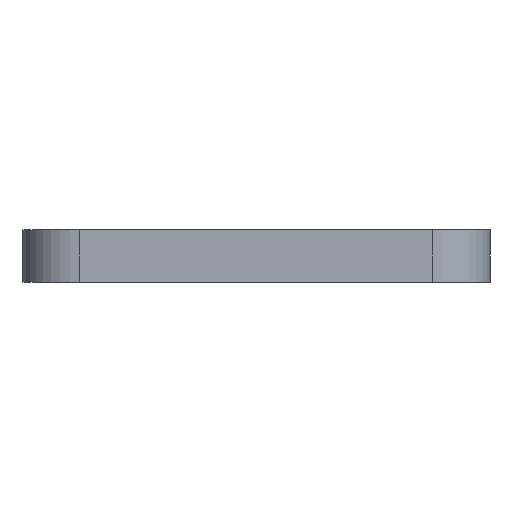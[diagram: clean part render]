
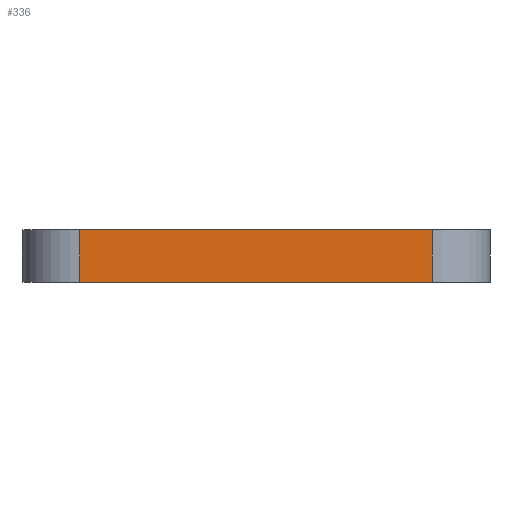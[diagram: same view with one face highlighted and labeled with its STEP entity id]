
A CAD part, left-side view. The second image highlights one B-rep face of the part: STEP entity #336.
In plain terms, the highlighted planar face has unit normal (-1, 0, 0).
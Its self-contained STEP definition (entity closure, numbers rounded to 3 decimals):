
#30=PLANE('',#383);
#44=FACE_OUTER_BOUND('',#61,.T.);
#61=EDGE_LOOP('',(#262,#263,#264,#265));
#94=LINE('',#557,#117);
#95=LINE('',#560,#118);
#96=LINE('',#562,#119);
#97=LINE('',#563,#120);
#117=VECTOR('',#460,10.);
#118=VECTOR('',#463,10.);
#119=VECTOR('',#464,10.);
#120=VECTOR('',#465,10.);
#169=VERTEX_POINT('',#553);
#170=VERTEX_POINT('',#555);
#171=VERTEX_POINT('',#559);
#172=VERTEX_POINT('',#561);
#208=EDGE_CURVE('',#169,#170,#94,.T.);
#209=EDGE_CURVE('',#169,#171,#95,.T.);
#210=EDGE_CURVE('',#172,#170,#96,.T.);
#211=EDGE_CURVE('',#171,#172,#97,.T.);
#262=ORIENTED_EDGE('',*,*,#209,.F.);
#263=ORIENTED_EDGE('',*,*,#208,.T.);
#264=ORIENTED_EDGE('',*,*,#210,.F.);
#265=ORIENTED_EDGE('',*,*,#211,.F.);
#336=ADVANCED_FACE('',(#44),#30,.T.);
#383=AXIS2_PLACEMENT_3D('',#558,#461,#462);
#460=DIRECTION('',(0.,0.,1.));
#461=DIRECTION('center_axis',(-1.,0.,0.));
#462=DIRECTION('ref_axis',(0.,-1.,0.));
#463=DIRECTION('',(0.,1.,0.));
#464=DIRECTION('',(0.,-1.,0.));
#465=DIRECTION('',(0.,0.,1.));
#553=CARTESIAN_POINT('',(36.551,-84.309,1.6));
#555=CARTESIAN_POINT('',(36.551,-84.309,4.6));
#557=CARTESIAN_POINT('',(36.551,-84.309,1.6));
#558=CARTESIAN_POINT('Origin',(36.551,-64.173,1.6));
#559=CARTESIAN_POINT('',(36.551,-64.173,1.6));
#560=CARTESIAN_POINT('',(36.551,-84.309,1.6));
#561=CARTESIAN_POINT('',(36.551,-64.173,4.6));
#562=CARTESIAN_POINT('',(36.551,-84.309,4.6));
#563=CARTESIAN_POINT('',(36.551,-64.173,1.6));
